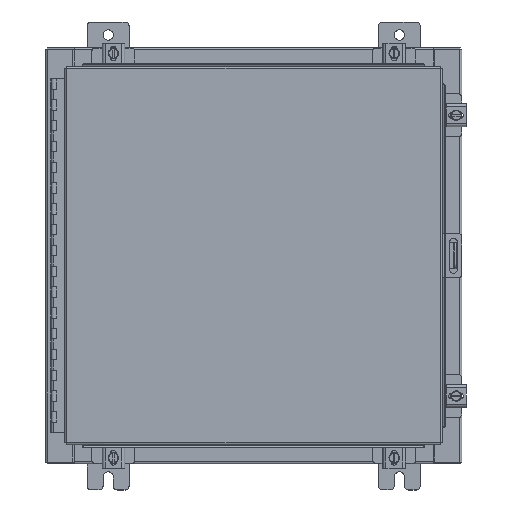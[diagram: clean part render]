
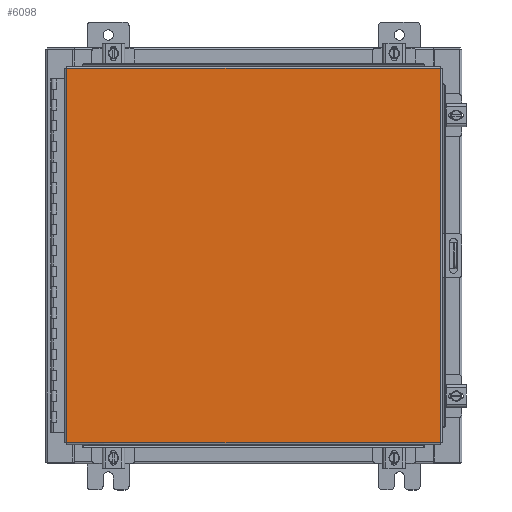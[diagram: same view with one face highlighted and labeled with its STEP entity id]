
A CAD part, top view. The second image highlights one B-rep face of the part: STEP entity #6098.
In plain terms, the highlighted planar face has unit normal (0, 0, 1).
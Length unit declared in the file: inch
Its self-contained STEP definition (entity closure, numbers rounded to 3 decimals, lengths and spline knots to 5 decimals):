
#1781 = CARTESIAN_POINT ( 'NONE',  ( -8.9903, 9.0063, 0. ) ) ;
#2244 = CARTESIAN_POINT ( 'NONE',  ( -8.9903, 9.0063, 0. ) ) ;
#2343 = VERTEX_POINT ( 'NONE', #12674 ) ;
#2467 = VECTOR ( 'NONE', #25202, 39.37008 ) ;
#4000 = DIRECTION ( 'NONE',  ( 0., 0., -1. ) ) ;
#4336 = ORIENTED_EDGE ( 'NONE', *, *, #22370, .T. ) ;
#4401 = LINE ( 'NONE', #27758, #5133 ) ;
#5133 = VECTOR ( 'NONE', #11882, 39.37008 ) ;
#6098 = ADVANCED_FACE ( 'NONE', ( #10915 ), #17638, .F. ) ;
#7315 = CARTESIAN_POINT ( 'NONE',  ( -8.9903, -9.0063, 0. ) ) ;
#7746 = CARTESIAN_POINT ( 'NONE',  ( 8.9903, -9.0063, 0. ) ) ;
#9296 = CARTESIAN_POINT ( 'NONE',  ( 8.9903, -9.0063, 0. ) ) ;
#9312 = VECTOR ( 'NONE', #17681, 39.37008 ) ;
#10915 = FACE_OUTER_BOUND ( 'NONE', #26260, .T. ) ;
#11882 = DIRECTION ( 'NONE',  ( 1., 0., 0. ) ) ;
#12674 = CARTESIAN_POINT ( 'NONE',  ( 8.9903, 9.0063, 0. ) ) ;
#13491 = VERTEX_POINT ( 'NONE', #2244 ) ;
#13845 = LINE ( 'NONE', #9296, #2467 ) ;
#15088 = EDGE_CURVE ( 'NONE', #2343, #13491, #17511, .T. ) ;
#16135 = AXIS2_PLACEMENT_3D ( 'NONE', #24393, #4000, #19954 ) ;
#16940 = EDGE_CURVE ( 'NONE', #17789, #2343, #13845, .T. ) ;
#17061 = CARTESIAN_POINT ( 'NONE',  ( 8.9903, 9.0063, 0. ) ) ;
#17511 = LINE ( 'NONE', #17061, #28888 ) ;
#17638 = PLANE ( 'NONE',  #16135 ) ;
#17681 = DIRECTION ( 'NONE',  ( 0., -1., 0. ) ) ;
#17789 = VERTEX_POINT ( 'NONE', #7746 ) ;
#18793 = VERTEX_POINT ( 'NONE', #7315 ) ;
#18989 = ORIENTED_EDGE ( 'NONE', *, *, #16940, .T. ) ;
#19363 = DIRECTION ( 'NONE',  ( -1., 0., 0. ) ) ;
#19400 = ORIENTED_EDGE ( 'NONE', *, *, #15088, .T. ) ;
#19954 = DIRECTION ( 'NONE',  ( -1., 0., 0. ) ) ;
#20009 = LINE ( 'NONE', #1781, #9312 ) ;
#22370 = EDGE_CURVE ( 'NONE', #13491, #18793, #20009, .T. ) ;
#23782 = ORIENTED_EDGE ( 'NONE', *, *, #27524, .T. ) ;
#24393 = CARTESIAN_POINT ( 'NONE',  ( 0., 0., 0. ) ) ;
#25202 = DIRECTION ( 'NONE',  ( 0., 1., 0. ) ) ;
#26260 = EDGE_LOOP ( 'NONE', ( #23782, #18989, #19400, #4336 ) ) ;
#27524 = EDGE_CURVE ( 'NONE', #18793, #17789, #4401, .T. ) ;
#27758 = CARTESIAN_POINT ( 'NONE',  ( -8.9903, -9.0063, 0. ) ) ;
#28888 = VECTOR ( 'NONE', #19363, 39.37008 ) ;
